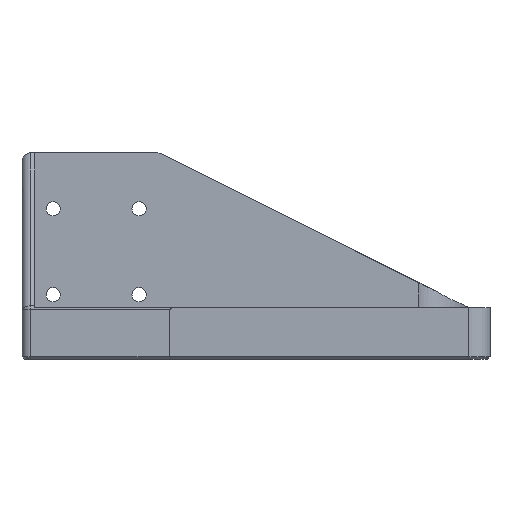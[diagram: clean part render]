
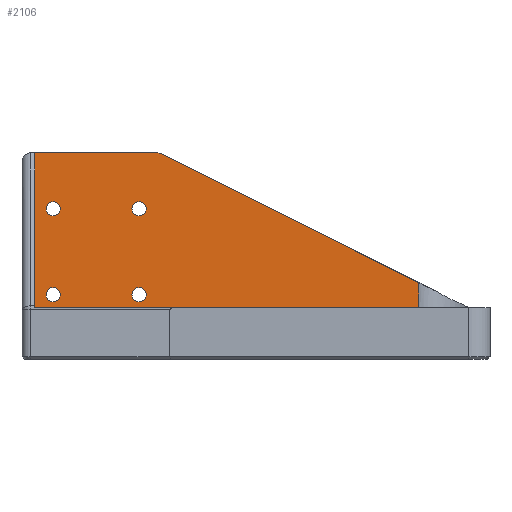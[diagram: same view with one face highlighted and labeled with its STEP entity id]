
A CAD part, left-side view. The second image highlights one B-rep face of the part: STEP entity #2106.
In plain terms, the highlighted planar face has unit normal (-1, 0, 0).
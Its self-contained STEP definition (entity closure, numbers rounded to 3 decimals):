
#62=FACE_BOUND('',#813,.T.);
#63=FACE_BOUND('',#814,.T.);
#64=FACE_BOUND('',#815,.T.);
#65=FACE_BOUND('',#816,.T.);
#139=LINE('',#3105,#354);
#142=LINE('',#3111,#357);
#216=LINE('',#3378,#431);
#258=LINE('',#3485,#473);
#276=LINE('',#3562,#491);
#277=LINE('',#3564,#492);
#278=LINE('',#3565,#493);
#354=VECTOR('',#2457,10.);
#357=VECTOR('',#2462,10.);
#431=VECTOR('',#2684,10.);
#473=VECTOR('',#2794,10.);
#491=VECTOR('',#2892,10.);
#492=VECTOR('',#2893,10.);
#493=VECTOR('',#2894,10.);
#570=PLANE('',#2311);
#682=FACE_OUTER_BOUND('',#812,.T.);
#812=EDGE_LOOP('',(#1925,#1926,#1927,#1928,#1929,#1930,#1931,#1932));
#813=EDGE_LOOP('',(#1933));
#814=EDGE_LOOP('',(#1934));
#815=EDGE_LOOP('',(#1935));
#816=EDGE_LOOP('',(#1936));
#865=CIRCLE('',#2223,2.);
#892=CIRCLE('',#2288,1.65);
#895=CIRCLE('',#2294,1.65);
#898=CIRCLE('',#2300,1.65);
#901=CIRCLE('',#2306,1.65);
#965=VERTEX_POINT('',#3077);
#971=VERTEX_POINT('',#3101);
#973=VERTEX_POINT('',#3109);
#1024=VERTEX_POINT('',#3291);
#1025=VERTEX_POINT('',#3292);
#1041=VERTEX_POINT('',#3375);
#1042=VERTEX_POINT('',#3377);
#1079=VERTEX_POINT('',#3517);
#1082=VERTEX_POINT('',#3528);
#1085=VERTEX_POINT('',#3539);
#1088=VERTEX_POINT('',#3550);
#1090=VERTEX_POINT('',#3563);
#1174=EDGE_CURVE('',#965,#971,#139,.T.);
#1177=EDGE_CURVE('',#965,#973,#142,.T.);
#1264=EDGE_CURVE('',#1024,#1025,#865,.T.);
#1289=EDGE_CURVE('',#1042,#1041,#216,.T.);
#1344=EDGE_CURVE('',#1042,#973,#258,.T.);
#1361=EDGE_CURVE('',#1079,#1079,#892,.T.);
#1366=EDGE_CURVE('',#1082,#1082,#895,.T.);
#1371=EDGE_CURVE('',#1085,#1085,#898,.T.);
#1376=EDGE_CURVE('',#1088,#1088,#901,.T.);
#1381=EDGE_CURVE('',#1025,#1041,#276,.T.);
#1382=EDGE_CURVE('',#1024,#1090,#277,.T.);
#1383=EDGE_CURVE('',#971,#1090,#278,.T.);
#1925=ORIENTED_EDGE('',*,*,#1174,.F.);
#1926=ORIENTED_EDGE('',*,*,#1177,.T.);
#1927=ORIENTED_EDGE('',*,*,#1344,.F.);
#1928=ORIENTED_EDGE('',*,*,#1289,.T.);
#1929=ORIENTED_EDGE('',*,*,#1381,.F.);
#1930=ORIENTED_EDGE('',*,*,#1264,.F.);
#1931=ORIENTED_EDGE('',*,*,#1382,.T.);
#1932=ORIENTED_EDGE('',*,*,#1383,.F.);
#1933=ORIENTED_EDGE('',*,*,#1361,.T.);
#1934=ORIENTED_EDGE('',*,*,#1366,.T.);
#1935=ORIENTED_EDGE('',*,*,#1371,.T.);
#1936=ORIENTED_EDGE('',*,*,#1376,.T.);
#2106=ADVANCED_FACE('',(#682,#62,#63,#64,#65),#570,.T.);
#2223=AXIS2_PLACEMENT_3D('',#3293,#2643,#2644);
#2288=AXIS2_PLACEMENT_3D('',#3519,#2835,#2836);
#2294=AXIS2_PLACEMENT_3D('',#3530,#2849,#2850);
#2300=AXIS2_PLACEMENT_3D('',#3541,#2863,#2864);
#2306=AXIS2_PLACEMENT_3D('',#3552,#2877,#2878);
#2311=AXIS2_PLACEMENT_3D('',#3561,#2890,#2891);
#2457=DIRECTION('',(0.,1.,0.));
#2462=DIRECTION('',(0.,0.,1.));
#2643=DIRECTION('center_axis',(1.,0.,0.));
#2644=DIRECTION('ref_axis',(0.,-0.23,0.973));
#2684=DIRECTION('',(0.,0.,1.));
#2794=DIRECTION('',(0.,1.,0.));
#2835=DIRECTION('center_axis',(1.,0.,0.));
#2836=DIRECTION('ref_axis',(0.,0.,-1.));
#2849=DIRECTION('center_axis',(1.,0.,0.));
#2850=DIRECTION('ref_axis',(0.,0.,-1.));
#2863=DIRECTION('center_axis',(1.,0.,0.));
#2864=DIRECTION('ref_axis',(0.,0.,-1.));
#2877=DIRECTION('center_axis',(1.,0.,0.));
#2878=DIRECTION('ref_axis',(0.,0.,-1.));
#2890=DIRECTION('center_axis',(-1.,0.,0.));
#2891=DIRECTION('ref_axis',(0.,-1.,0.));
#2892=DIRECTION('',(0.,-0.894,-0.448));
#2893=DIRECTION('',(0.,1.,0.));
#2894=DIRECTION('',(0.,0.,1.));
#3077=CARTESIAN_POINT('',(31.35,6.994,9.606));
#3101=CARTESIAN_POINT('',(31.35,35.494,9.606));
#3105=CARTESIAN_POINT('',(31.35,9.757,9.606));
#3109=CARTESIAN_POINT('',(31.35,6.994,21.106));
#3111=CARTESIAN_POINT('',(31.35,6.994,9.106));
#3291=CARTESIAN_POINT('',(31.35,6.901,57.106));
#3292=CARTESIAN_POINT('',(31.35,6.006,56.894));
#3293=CARTESIAN_POINT('Origin',(31.35,6.901,55.106));
#3375=CARTESIAN_POINT('',(31.35,-53.841,26.923));
#3377=CARTESIAN_POINT('',(31.35,-53.841,21.106));
#3378=CARTESIAN_POINT('',(31.35,-53.841,25.756));
#3485=CARTESIAN_POINT('',(31.35,-22.747,21.106));
#3517=CARTESIAN_POINT('',(31.35,11.244,45.756));
#3519=CARTESIAN_POINT('Origin',(31.35,11.244,44.106));
#3528=CARTESIAN_POINT('',(31.35,31.244,45.756));
#3530=CARTESIAN_POINT('Origin',(31.35,31.244,44.106));
#3539=CARTESIAN_POINT('',(31.35,31.244,25.756));
#3541=CARTESIAN_POINT('Origin',(31.35,31.244,24.106));
#3550=CARTESIAN_POINT('',(31.35,11.244,25.756));
#3552=CARTESIAN_POINT('Origin',(31.35,11.244,24.106));
#3561=CARTESIAN_POINT('Origin',(31.35,35.494,9.106));
#3562=CARTESIAN_POINT('',(31.35,-47.485,30.106));
#3563=CARTESIAN_POINT('',(31.35,35.494,57.106));
#3564=CARTESIAN_POINT('',(31.35,28.978,57.106));
#3565=CARTESIAN_POINT('',(31.35,35.494,9.106));
